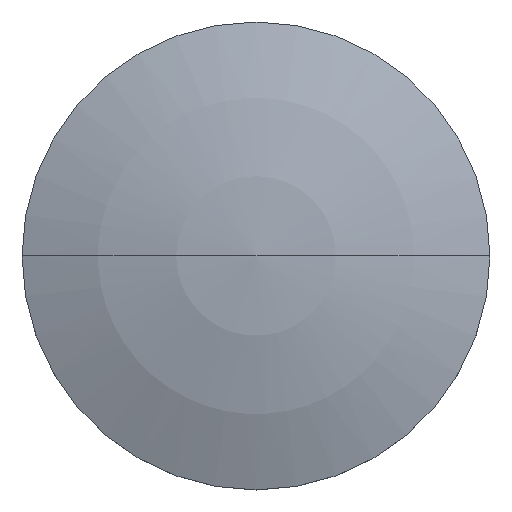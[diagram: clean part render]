
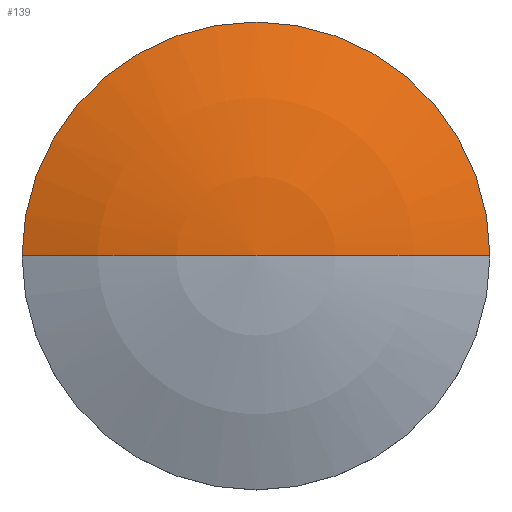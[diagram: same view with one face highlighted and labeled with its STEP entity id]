
A CAD part, top view. The second image highlights one B-rep face of the part: STEP entity #139.
In plain terms, the highlighted spherical face has radius 50 mm.
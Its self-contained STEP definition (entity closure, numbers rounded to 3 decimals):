
#81=EDGE_CURVE('',#99,#137,#188,.T.);
#99=VERTEX_POINT('',#210);
#109=EDGE_CURVE('',#137,#157,#221,.T.);
#131=EDGE_CURVE('',#157,#99,#246,.T.);
#137=VERTEX_POINT('',#253);
#139=ADVANCED_FACE('',(#255),#256,.T.);
#157=VERTEX_POINT('',#276);
#188=CIRCLE('',#306,18.5);
#210=CARTESIAN_POINT('',(18.5,0.,6.452));
#221=CIRCLE('',#345,50.);
#246=CIRCLE('',#374,50.);
#253=CARTESIAN_POINT('',(-18.5,0.,6.452));
#255=FACE_OUTER_BOUND('',#383,.T.);
#256=SPHERICAL_SURFACE('',#384,50.);
#276=CARTESIAN_POINT('',(0.,0.,10.));
#306=AXIS2_PLACEMENT_3D('',#429,#430,#431);
#345=AXIS2_PLACEMENT_3D('',#473,#474,#475);
#374=AXIS2_PLACEMENT_3D('',#511,#512,#513);
#383=EDGE_LOOP('',(#523,#524,#525));
#384=AXIS2_PLACEMENT_3D('',#526,#527,#528);
#429=CARTESIAN_POINT('',(0.,0.,6.452));
#430=DIRECTION('',(0.0,0.0,1.0));
#431=DIRECTION('',(-1.0,0.,0.0));
#473=CARTESIAN_POINT('',(0.,0.,-40.));
#474=DIRECTION('',(0.,1.0,0.0));
#475=DIRECTION('',(0.0,-0.0,-1.0));
#511=CARTESIAN_POINT('',(0.,0.,-40.));
#512=DIRECTION('',(0.,1.0,0.0));
#513=DIRECTION('',(0.0,-0.0,-1.0));
#523=ORIENTED_EDGE('',*,*,#109,.T.);
#524=ORIENTED_EDGE('',*,*,#131,.T.);
#525=ORIENTED_EDGE('',*,*,#81,.T.);
#526=CARTESIAN_POINT('',(0.,0.,-40.));
#527=DIRECTION('',(0.0,0.0,1.0));
#528=DIRECTION('',(-1.0,0.,0.0));
